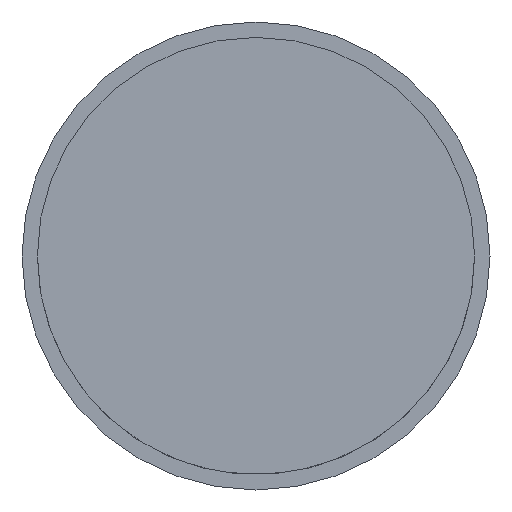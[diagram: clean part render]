
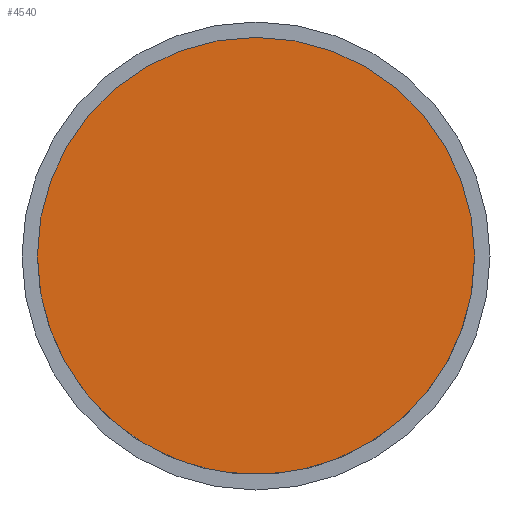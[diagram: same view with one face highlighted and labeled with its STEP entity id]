
A CAD part, front view. The second image highlights one B-rep face of the part: STEP entity #4540.
In plain terms, the highlighted planar face has unit normal (0, -1, 0).
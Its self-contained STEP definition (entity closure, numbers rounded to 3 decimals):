
#4340=CARTESIAN_POINT('',(31.513,9.6,0.));
#4350=DIRECTION('',(0.,-1.,0.));
#4360=DIRECTION('',(0.,0.,-1.));
#4370=AXIS2_PLACEMENT_3D('',#4340,#4350,#4360);
#4380=PLANE('',#4370);
#4390=CARTESIAN_POINT('',(0.,9.6,0.));
#4400=DIRECTION('',(0.,-1.,0.));
#4410=DIRECTION('',(-1.,0.,0.));
#4420=AXIS2_PLACEMENT_3D('',#4390,#4400,#4410);
#4430=CIRCLE('',#4420,32.7);
#4440=CARTESIAN_POINT('',(-32.7,9.6,0.));
#4450=VERTEX_POINT('',#4440);
#4460=CARTESIAN_POINT('',(32.7,9.6,0.));
#4470=VERTEX_POINT('',#4460);
#4480=EDGE_CURVE('',#4450,#4470,#4430,.T.);
#4490=ORIENTED_EDGE('',*,*,#4480,.T.);
#4500=EDGE_CURVE('',#4470,#4450,#4430,.T.);
#4510=ORIENTED_EDGE('',*,*,#4500,.T.);
#4520=EDGE_LOOP('',(#4510,#4490));
#4530=FACE_OUTER_BOUND('',#4520,.T.);
#4540=ADVANCED_FACE('',(#4530),#4380,.T.);
